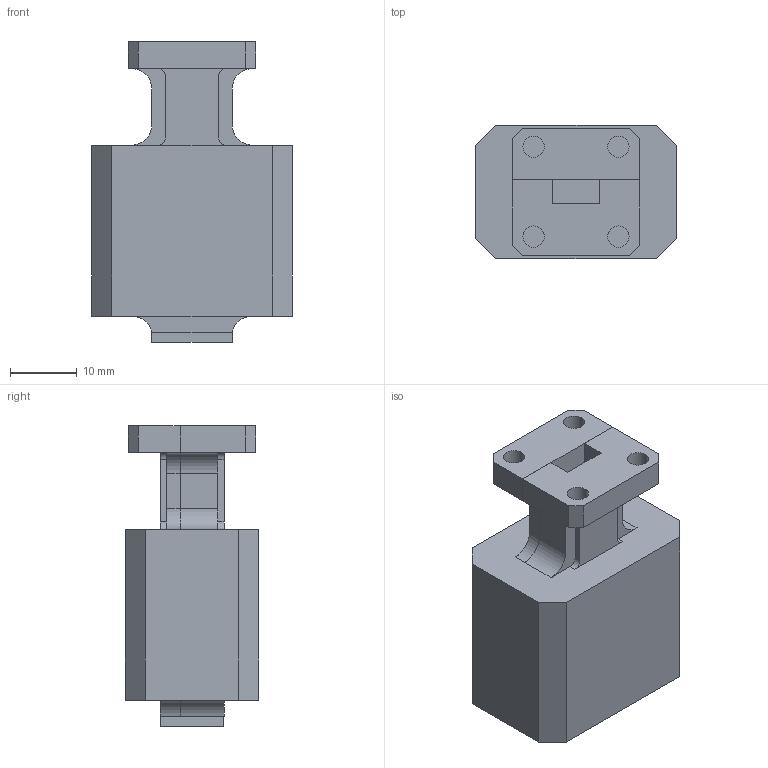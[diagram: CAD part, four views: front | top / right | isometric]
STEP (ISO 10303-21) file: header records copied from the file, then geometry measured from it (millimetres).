
FILE_DESCRIPTION (( 'STEP AP203' ), '1' );
FILE_NAME ('006859.STEP', '2021-09-20T14:57:15', ( '' ), ( '' ), 'SwSTEP 2.0', 'SolidWorks 2019', '' );
FILE_SCHEMA (( 'CONFIG_CONTROL_DESIGN' ));
Length unit declared in the file: millimetre
Products named in the file (1): 006859
Bounding box: 30 x 20 x 45 mm (x, y, z)
Surface area: 6318.6 mm2 (no closed solid volume)
Topology: 0 solids, 7 shells, 93 faces, 273 edges, 188 vertices
Faces by surface type: plane 61, cylinder 31, cone 1
Entity records: 3165 total; most frequent: CARTESIAN_POINT 564, DIRECTION 524, ORIENTED_EDGE 498, EDGE_CURVE 273, LINE 208, VECTOR 208, VERTEX_POINT 188, AXIS2_PLACEMENT_3D 158
